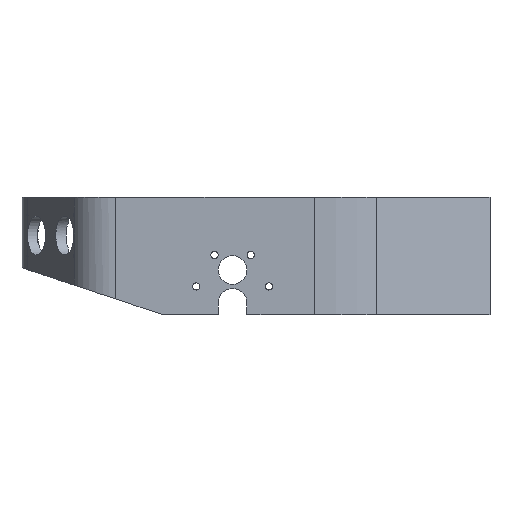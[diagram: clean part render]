
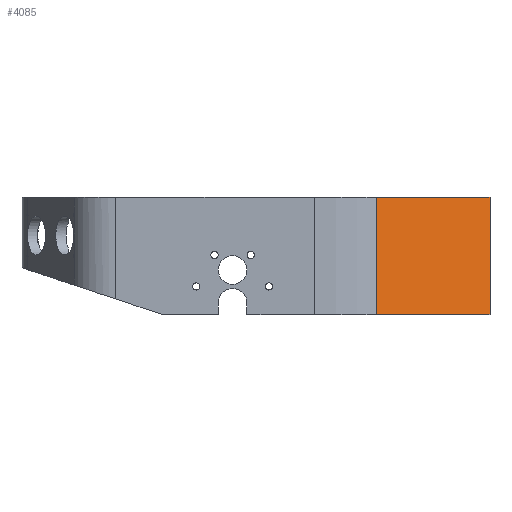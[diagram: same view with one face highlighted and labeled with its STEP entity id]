
A CAD part, left-side view. The second image highlights one B-rep face of the part: STEP entity #4085.
In plain terms, the highlighted planar face has unit normal (-0.897, -0.441, 0).
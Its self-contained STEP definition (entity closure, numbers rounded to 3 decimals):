
#104 = PLANE('',#105);
#105 = AXIS2_PLACEMENT_3D('',#106,#107,#108);
#106 = CARTESIAN_POINT('',(-50.441,5.858,55.));
#107 = DIRECTION('',(0.,0.,1.));
#108 = DIRECTION('',(1.,0.,0.));
#752 = VERTEX_POINT('',#753);
#753 = CARTESIAN_POINT('',(-93.851,-51.46,55.));
#768 = CYLINDRICAL_SURFACE('',#769,60.);
#769 = AXIS2_PLACEMENT_3D('',#770,#771,#772);
#770 = CARTESIAN_POINT('',(-40.,-25.,5.));
#771 = DIRECTION('',(-0.,-0.,-1.));
#772 = DIRECTION('',(1.,0.,0.));
#780 = EDGE_CURVE('',#752,#781,#783,.T.);
#781 = VERTEX_POINT('',#782);
#782 = CARTESIAN_POINT('',(-70.,-100.,55.));
#783 = SURFACE_CURVE('',#784,(#788,#795),.PCURVE_S1.);
#784 = LINE('',#785,#786);
#785 = CARTESIAN_POINT('',(-93.851,-51.46,55.));
#786 = VECTOR('',#787,1.);
#787 = DIRECTION('',(0.441,-0.898,0.));
#788 = PCURVE('',#104,#789);
#789 = DEFINITIONAL_REPRESENTATION('',(#790),#794);
#790 = LINE('',#791,#792);
#791 = CARTESIAN_POINT('',(-43.409,-57.318));
#792 = VECTOR('',#793,1.);
#793 = DIRECTION('',(0.441,-0.898));
#794 = ( GEOMETRIC_REPRESENTATION_CONTEXT(2) 
PARAMETRIC_REPRESENTATION_CONTEXT() REPRESENTATION_CONTEXT('2D SPACE',''
  ) );
#795 = PCURVE('',#796,#801);
#796 = PLANE('',#797);
#797 = AXIS2_PLACEMENT_3D('',#798,#799,#800);
#798 = CARTESIAN_POINT('',(-93.851,-51.46,5.));
#799 = DIRECTION('',(0.898,0.441,0.));
#800 = DIRECTION('',(0.441,-0.898,0.));
#801 = DEFINITIONAL_REPRESENTATION('',(#802),#806);
#802 = LINE('',#803,#804);
#803 = CARTESIAN_POINT('',(0.,-50.));
#804 = VECTOR('',#805,1.);
#805 = DIRECTION('',(1.,0.));
#806 = ( GEOMETRIC_REPRESENTATION_CONTEXT(2) 
PARAMETRIC_REPRESENTATION_CONTEXT() REPRESENTATION_CONTEXT('2D SPACE',''
  ) );
#824 = PLANE('',#825);
#825 = AXIS2_PLACEMENT_3D('',#826,#827,#828);
#826 = CARTESIAN_POINT('',(-70.,-100.,5.));
#827 = DIRECTION('',(0.,1.,0.));
#828 = DIRECTION('',(1.,0.,0.));
#2267 = PLANE('',#2268);
#2268 = AXIS2_PLACEMENT_3D('',#2269,#2270,#2271);
#2269 = CARTESIAN_POINT('',(-50.441,5.858,5.));
#2270 = DIRECTION('',(0.,0.,1.));
#2271 = DIRECTION('',(1.,0.,0.));
#3894 = EDGE_CURVE('',#3895,#781,#3897,.T.);
#3895 = VERTEX_POINT('',#3896);
#3896 = CARTESIAN_POINT('',(-70.,-100.,5.));
#3897 = SURFACE_CURVE('',#3898,(#3902,#3909),.PCURVE_S1.);
#3898 = LINE('',#3899,#3900);
#3899 = CARTESIAN_POINT('',(-70.,-100.,5.));
#3900 = VECTOR('',#3901,1.);
#3901 = DIRECTION('',(0.,0.,1.));
#3902 = PCURVE('',#824,#3903);
#3903 = DEFINITIONAL_REPRESENTATION('',(#3904),#3908);
#3904 = LINE('',#3905,#3906);
#3905 = CARTESIAN_POINT('',(0.,0.));
#3906 = VECTOR('',#3907,1.);
#3907 = DIRECTION('',(0.,-1.));
#3908 = ( GEOMETRIC_REPRESENTATION_CONTEXT(2) 
PARAMETRIC_REPRESENTATION_CONTEXT() REPRESENTATION_CONTEXT('2D SPACE',''
  ) );
#3909 = PCURVE('',#796,#3910);
#3910 = DEFINITIONAL_REPRESENTATION('',(#3911),#3915);
#3911 = LINE('',#3912,#3913);
#3912 = CARTESIAN_POINT('',(54.083,0.));
#3913 = VECTOR('',#3914,1.);
#3914 = DIRECTION('',(0.,-1.));
#3915 = ( GEOMETRIC_REPRESENTATION_CONTEXT(2) 
PARAMETRIC_REPRESENTATION_CONTEXT() REPRESENTATION_CONTEXT('2D SPACE',''
  ) );
#4085 = ADVANCED_FACE('',(#4086),#796,.F.);
#4086 = FACE_BOUND('',#4087,.F.);
#4087 = EDGE_LOOP('',(#4088,#4111,#4112,#4113));
#4088 = ORIENTED_EDGE('',*,*,#4089,.T.);
#4089 = EDGE_CURVE('',#4090,#752,#4092,.T.);
#4090 = VERTEX_POINT('',#4091);
#4091 = CARTESIAN_POINT('',(-93.851,-51.46,5.));
#4092 = SURFACE_CURVE('',#4093,(#4097,#4104),.PCURVE_S1.);
#4093 = LINE('',#4094,#4095);
#4094 = CARTESIAN_POINT('',(-93.851,-51.46,5.));
#4095 = VECTOR('',#4096,1.);
#4096 = DIRECTION('',(0.,0.,1.));
#4097 = PCURVE('',#796,#4098);
#4098 = DEFINITIONAL_REPRESENTATION('',(#4099),#4103);
#4099 = LINE('',#4100,#4101);
#4100 = CARTESIAN_POINT('',(0.,0.));
#4101 = VECTOR('',#4102,1.);
#4102 = DIRECTION('',(0.,-1.));
#4103 = ( GEOMETRIC_REPRESENTATION_CONTEXT(2) 
PARAMETRIC_REPRESENTATION_CONTEXT() REPRESENTATION_CONTEXT('2D SPACE',''
  ) );
#4104 = PCURVE('',#768,#4105);
#4105 = DEFINITIONAL_REPRESENTATION('',(#4106),#4110);
#4106 = LINE('',#4107,#4108);
#4107 = CARTESIAN_POINT('',(-3.598,0.));
#4108 = VECTOR('',#4109,1.);
#4109 = DIRECTION('',(-0.,-1.));
#4110 = ( GEOMETRIC_REPRESENTATION_CONTEXT(2) 
PARAMETRIC_REPRESENTATION_CONTEXT() REPRESENTATION_CONTEXT('2D SPACE',''
  ) );
#4111 = ORIENTED_EDGE('',*,*,#780,.T.);
#4112 = ORIENTED_EDGE('',*,*,#3894,.F.);
#4113 = ORIENTED_EDGE('',*,*,#4114,.F.);
#4114 = EDGE_CURVE('',#4090,#3895,#4115,.T.);
#4115 = SURFACE_CURVE('',#4116,(#4120,#4127),.PCURVE_S1.);
#4116 = LINE('',#4117,#4118);
#4117 = CARTESIAN_POINT('',(-93.851,-51.46,5.));
#4118 = VECTOR('',#4119,1.);
#4119 = DIRECTION('',(0.441,-0.898,0.));
#4120 = PCURVE('',#796,#4121);
#4121 = DEFINITIONAL_REPRESENTATION('',(#4122),#4126);
#4122 = LINE('',#4123,#4124);
#4123 = CARTESIAN_POINT('',(0.,0.));
#4124 = VECTOR('',#4125,1.);
#4125 = DIRECTION('',(1.,0.));
#4126 = ( GEOMETRIC_REPRESENTATION_CONTEXT(2) 
PARAMETRIC_REPRESENTATION_CONTEXT() REPRESENTATION_CONTEXT('2D SPACE',''
  ) );
#4127 = PCURVE('',#2267,#4128);
#4128 = DEFINITIONAL_REPRESENTATION('',(#4129),#4133);
#4129 = LINE('',#4130,#4131);
#4130 = CARTESIAN_POINT('',(-43.409,-57.318));
#4131 = VECTOR('',#4132,1.);
#4132 = DIRECTION('',(0.441,-0.898));
#4133 = ( GEOMETRIC_REPRESENTATION_CONTEXT(2) 
PARAMETRIC_REPRESENTATION_CONTEXT() REPRESENTATION_CONTEXT('2D SPACE',''
  ) );
